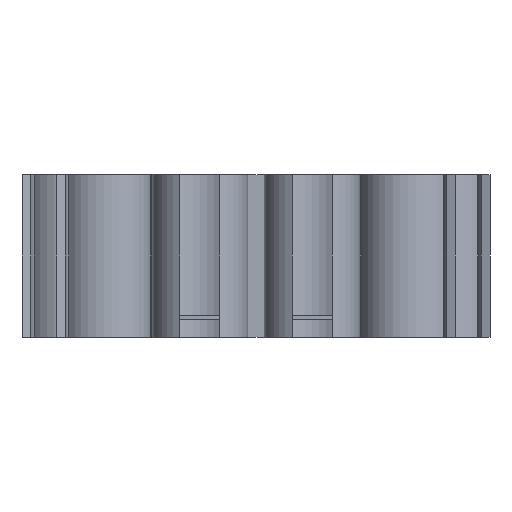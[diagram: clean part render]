
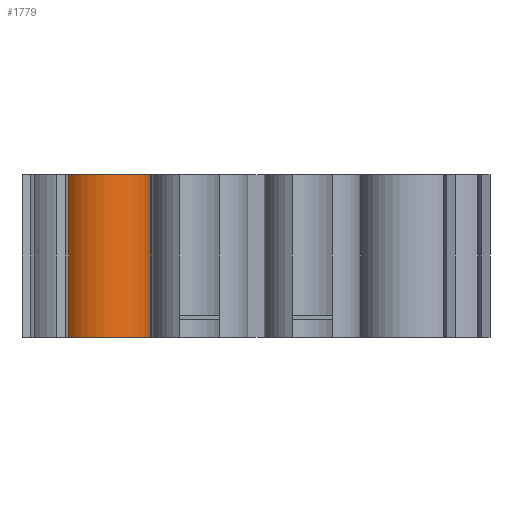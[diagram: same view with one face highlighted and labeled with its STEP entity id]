
A CAD part, front view. The second image highlights one B-rep face of the part: STEP entity #1779.
In plain terms, the highlighted cylindrical face has radius 24 mm (diameter 48 mm), a partial arc.
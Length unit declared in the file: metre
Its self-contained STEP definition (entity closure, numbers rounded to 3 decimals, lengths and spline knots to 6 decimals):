
#34=CYLINDRICAL_SURFACE('',#1953,0.024);
#166=LINE('',#2931,#346);
#168=LINE('',#2937,#348);
#346=VECTOR('',#2378,1.);
#348=VECTOR('',#2384,1.);
#645=ORIENTED_EDGE('',*,*,#1111,.T.);
#646=ORIENTED_EDGE('',*,*,#1113,.T.);
#647=ORIENTED_EDGE('',*,*,#1114,.F.);
#648=ORIENTED_EDGE('',*,*,#1115,.F.);
#1111=EDGE_CURVE('',#1319,#1318,#166,.T.);
#1113=EDGE_CURVE('',#1318,#1320,#1422,.T.);
#1114=EDGE_CURVE('',#1321,#1320,#168,.T.);
#1115=EDGE_CURVE('',#1319,#1321,#1423,.T.);
#1318=VERTEX_POINT('',#2930);
#1319=VERTEX_POINT('',#2932);
#1320=VERTEX_POINT('',#2936);
#1321=VERTEX_POINT('',#2938);
#1422=CIRCLE('',#1954,0.024);
#1423=CIRCLE('',#1955,0.024);
#1504=EDGE_LOOP('',(#645,#646,#647,#648));
#1611=FACE_BOUND('',#1504,.T.);
#1779=ADVANCED_FACE('',(#1611),#34,.T.);
#1953=AXIS2_PLACEMENT_3D('',#2934,#2380,#2381);
#1954=AXIS2_PLACEMENT_3D('',#2935,#2382,#2383);
#1955=AXIS2_PLACEMENT_3D('',#2939,#2385,#2386);
#2378=DIRECTION('',(0.,0.,-1.));
#2380=DIRECTION('',(0.,0.,-1.));
#2381=DIRECTION('',(-1.,0.,0.));
#2382=DIRECTION('',(0.,0.,1.));
#2383=DIRECTION('',(1.,0.,0.));
#2384=DIRECTION('',(0.,0.,-1.));
#2385=DIRECTION('',(0.,0.,1.));
#2386=DIRECTION('',(1.,0.,0.));
#2930=CARTESIAN_POINT('',(-0.093479,-0.068411,-0.009));
#2931=CARTESIAN_POINT('',(-0.093479,-0.068411,0.072));
#2932=CARTESIAN_POINT('',(-0.093479,-0.068411,0.072));
#2934=CARTESIAN_POINT('',(-0.07582,-0.052158,0.072));
#2935=CARTESIAN_POINT('',(-0.07582,-0.052158,-0.009));
#2936=CARTESIAN_POINT('',(-0.052699,-0.058595,-0.009));
#2937=CARTESIAN_POINT('',(-0.052699,-0.058595,0.072));
#2938=CARTESIAN_POINT('',(-0.052699,-0.058595,0.072));
#2939=CARTESIAN_POINT('',(-0.07582,-0.052158,0.072));
